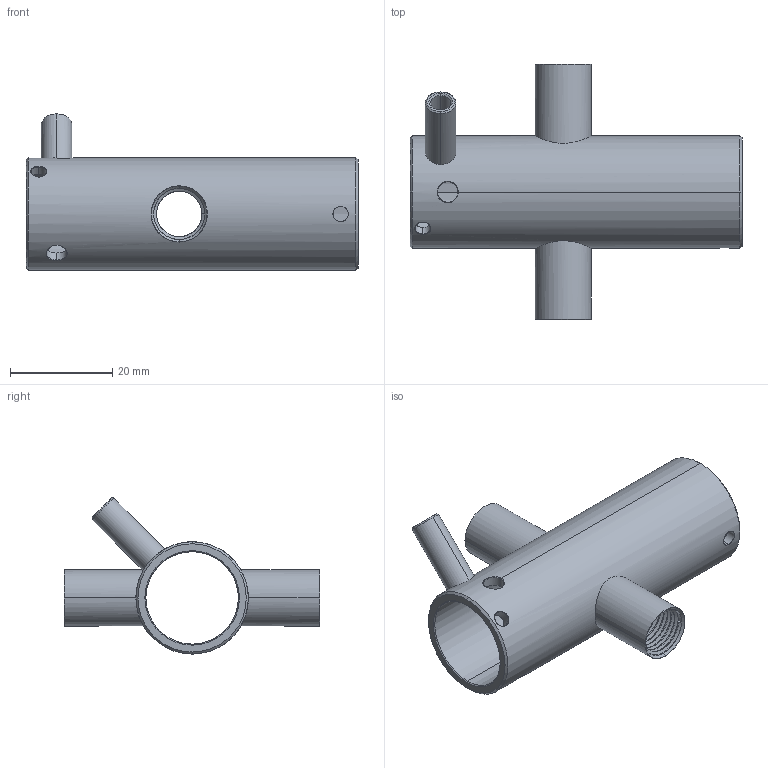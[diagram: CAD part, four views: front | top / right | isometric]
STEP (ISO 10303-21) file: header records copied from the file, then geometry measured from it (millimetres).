
FILE_DESCRIPTION (( 'STEP AP203' ), '1' );
FILE_NAME ('bruleur.STEP', '2023-01-05T13:30:02', ( '' ), ( '' ), 'SwSTEP 2.0', 'SolidWorks 2020', '' );
FILE_SCHEMA (( 'CONFIG_CONTROL_DESIGN' ));
Length unit declared in the file: millimetre
Products named in the file (1): bruleur
Bounding box: 65 x 49.95 x 30.59 mm (x, y, z)
Volume: 8378.8 mm3; surface area: 10889.4 mm2
Topology: 1 solids, 1 shells, 101 faces, 270 edges, 170 vertices
Faces by surface type: cylinder 64, cone 18, bspline 12, plane 7
Entity records: 10636 total; most frequent: CARTESIAN_POINT 8365, ORIENTED_EDGE 540, DIRECTION 364, EDGE_CURVE 270, VERTEX_POINT 170, AXIS2_PLACEMENT_3D 132, EDGE_LOOP 116, ADVANCED_FACE 101
